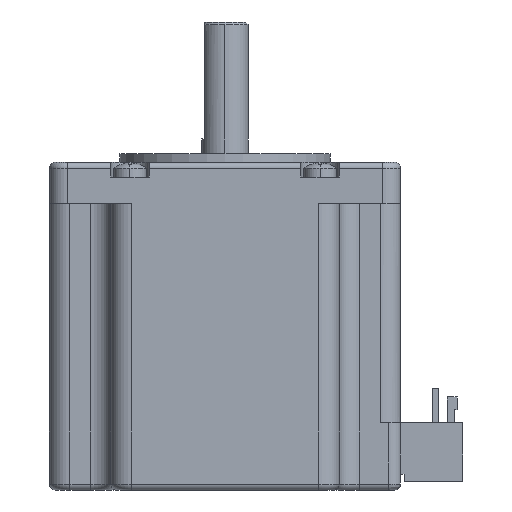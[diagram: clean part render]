
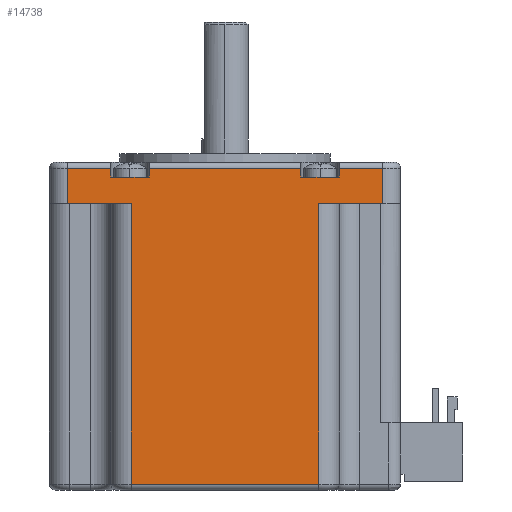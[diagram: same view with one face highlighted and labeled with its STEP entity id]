
A CAD part, left-side view. The second image highlights one B-rep face of the part: STEP entity #14738.
In plain terms, the highlighted planar face has unit normal (-1, 0, 0).
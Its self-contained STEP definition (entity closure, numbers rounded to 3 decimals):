
#69=DIRECTION('',(0.,0.,-1.));
#70=VECTOR('',#69,48.);
#71=CARTESIAN_POINT('',(-30.,16.,81.));
#72=LINE('',#71,#70);
#77=DIRECTION('',(0.,1.,0.));
#78=VECTOR('',#77,11.);
#79=CARTESIAN_POINT('',(-30.,16.,81.));
#80=LINE('',#79,#78);
#81=DIRECTION('',(0.,-1.,0.));
#82=VECTOR('',#81,6.6);
#83=CARTESIAN_POINT('',(-30.,19.55,85.5));
#84=LINE('',#83,#82);
#85=DIRECTION('',(0.,0.,1.));
#86=VECTOR('',#85,1.5);
#87=CARTESIAN_POINT('',(-30.,12.95,85.5));
#88=LINE('',#87,#86);
#89=DIRECTION('',(0.,0.,1.));
#90=VECTOR('',#89,1.5);
#91=CARTESIAN_POINT('',(-30.,-19.55,85.5));
#92=LINE('',#91,#90);
#93=DIRECTION('',(0.,1.,0.));
#94=VECTOR('',#93,11.);
#95=CARTESIAN_POINT('',(-30.,-27.,81.));
#96=LINE('',#95,#94);
#101=DIRECTION('',(0.,0.,1.));
#102=VECTOR('',#101,48.);
#103=CARTESIAN_POINT('',(-30.,-16.,33.));
#104=LINE('',#103,#102);
#478=DIRECTION('',(0.,-1.,0.));
#479=VECTOR('',#478,32.);
#480=CARTESIAN_POINT('',(-30.,16.,33.));
#481=LINE('',#480,#479);
#9533=DIRECTION('',(0.,1.,0.));
#9534=VECTOR('',#9533,7.45);
#9535=CARTESIAN_POINT('',(-30.,19.55,87.));
#9536=LINE('',#9535,#9534);
#9546=DIRECTION('',(0.,0.,1.));
#9547=VECTOR('',#9546,1.5);
#9548=CARTESIAN_POINT('',(-30.,19.55,85.5));
#9549=LINE('',#9548,#9547);
#9590=DIRECTION('',(0.,1.,0.));
#9591=VECTOR('',#9590,25.9);
#9592=CARTESIAN_POINT('',(-30.,-12.95,87.));
#9593=LINE('',#9592,#9591);
#9607=DIRECTION('',(0.,0.,1.));
#9608=VECTOR('',#9607,1.5);
#9609=CARTESIAN_POINT('',(-30.,-12.95,85.5));
#9610=LINE('',#9609,#9608);
#9624=DIRECTION('',(0.,1.,0.));
#9625=VECTOR('',#9624,6.6);
#9626=CARTESIAN_POINT('',(-30.,-19.55,85.5));
#9627=LINE('',#9626,#9625);
#9655=DIRECTION('',(0.,1.,0.));
#9656=VECTOR('',#9655,7.45);
#9657=CARTESIAN_POINT('',(-30.,-27.,87.));
#9658=LINE('',#9657,#9656);
#9686=DIRECTION('',(0.,0.,1.));
#9687=VECTOR('',#9686,6.);
#9688=CARTESIAN_POINT('',(-30.,-27.,81.));
#9689=LINE('',#9688,#9687);
#10015=DIRECTION('',(0.,0.,-1.));
#10016=VECTOR('',#10015,6.);
#10017=CARTESIAN_POINT('',(-30.,27.,87.));
#10018=LINE('',#10017,#10016);
#10758=CARTESIAN_POINT('',(-30.,16.,81.));
#10759=CARTESIAN_POINT('',(-30.,16.,33.));
#10760=VERTEX_POINT('',#10758);
#10761=VERTEX_POINT('',#10759);
#10762=CARTESIAN_POINT('',(-30.,-16.,33.));
#10763=CARTESIAN_POINT('',(-30.,-16.,81.));
#10764=VERTEX_POINT('',#10762);
#10765=VERTEX_POINT('',#10763);
#10766=CARTESIAN_POINT('',(-30.,27.,81.));
#10767=VERTEX_POINT('',#10766);
#10768=CARTESIAN_POINT('',(-30.,27.,87.));
#10769=VERTEX_POINT('',#10768);
#10770=CARTESIAN_POINT('',(-30.,19.55,87.));
#10771=VERTEX_POINT('',#10770);
#10772=CARTESIAN_POINT('',(-30.,19.55,85.5));
#10773=VERTEX_POINT('',#10772);
#10774=CARTESIAN_POINT('',(-30.,12.95,85.5));
#10775=VERTEX_POINT('',#10774);
#10776=CARTESIAN_POINT('',(-30.,12.95,87.));
#10777=VERTEX_POINT('',#10776);
#10778=CARTESIAN_POINT('',(-30.,-12.95,87.));
#10779=VERTEX_POINT('',#10778);
#10780=CARTESIAN_POINT('',(-30.,-12.95,85.5));
#10781=VERTEX_POINT('',#10780);
#10782=CARTESIAN_POINT('',(-30.,-19.55,85.5));
#10783=VERTEX_POINT('',#10782);
#10784=CARTESIAN_POINT('',(-30.,-19.55,87.));
#10785=VERTEX_POINT('',#10784);
#10786=CARTESIAN_POINT('',(-30.,-27.,87.));
#10787=VERTEX_POINT('',#10786);
#10788=CARTESIAN_POINT('',(-30.,-27.,81.));
#10789=VERTEX_POINT('',#10788);
#14700=CARTESIAN_POINT('',(-30.,30.,0.));
#14701=DIRECTION('',(-1.,0.,0.));
#14702=DIRECTION('',(0.,-1.,0.));
#14703=AXIS2_PLACEMENT_3D('',#14700,#14701,#14702);
#14704=PLANE('',#14703);
#14706=ORIENTED_EDGE('',*,*,#14705,.F.);
#14708=ORIENTED_EDGE('',*,*,#14707,.F.);
#14709=ORIENTED_EDGE('',*,*,#14690,.F.);
#14711=ORIENTED_EDGE('',*,*,#14710,.T.);
#14713=ORIENTED_EDGE('',*,*,#14712,.F.);
#14715=ORIENTED_EDGE('',*,*,#14714,.F.);
#14717=ORIENTED_EDGE('',*,*,#14716,.F.);
#14719=ORIENTED_EDGE('',*,*,#14718,.T.);
#14721=ORIENTED_EDGE('',*,*,#14720,.T.);
#14723=ORIENTED_EDGE('',*,*,#14722,.F.);
#14725=ORIENTED_EDGE('',*,*,#14724,.F.);
#14727=ORIENTED_EDGE('',*,*,#14726,.F.);
#14729=ORIENTED_EDGE('',*,*,#14728,.T.);
#14731=ORIENTED_EDGE('',*,*,#14730,.F.);
#14733=ORIENTED_EDGE('',*,*,#14732,.F.);
#14735=ORIENTED_EDGE('',*,*,#14734,.T.);
#14736=EDGE_LOOP('',(#14706,#14708,#14709,#14711,#14713,#14715,#14717,#14719,
#14721,#14723,#14725,#14727,#14729,#14731,#14733,#14735));
#14737=FACE_OUTER_BOUND('',#14736,.F.);
#14738=ADVANCED_FACE('',(#14737),#14704,.T.);
#14690=EDGE_CURVE('',#10760,#10761,#72,.T.);
#14705=EDGE_CURVE('',#10764,#10765,#104,.T.);
#14707=EDGE_CURVE('',#10761,#10764,#481,.T.);
#14710=EDGE_CURVE('',#10760,#10767,#80,.T.);
#14712=EDGE_CURVE('',#10769,#10767,#10018,.T.);
#14714=EDGE_CURVE('',#10771,#10769,#9536,.T.);
#14716=EDGE_CURVE('',#10773,#10771,#9549,.T.);
#14718=EDGE_CURVE('',#10773,#10775,#84,.T.);
#14720=EDGE_CURVE('',#10775,#10777,#88,.T.);
#14722=EDGE_CURVE('',#10779,#10777,#9593,.T.);
#14724=EDGE_CURVE('',#10781,#10779,#9610,.T.);
#14726=EDGE_CURVE('',#10783,#10781,#9627,.T.);
#14728=EDGE_CURVE('',#10783,#10785,#92,.T.);
#14730=EDGE_CURVE('',#10787,#10785,#9658,.T.);
#14732=EDGE_CURVE('',#10789,#10787,#9689,.T.);
#14734=EDGE_CURVE('',#10789,#10765,#96,.T.);
